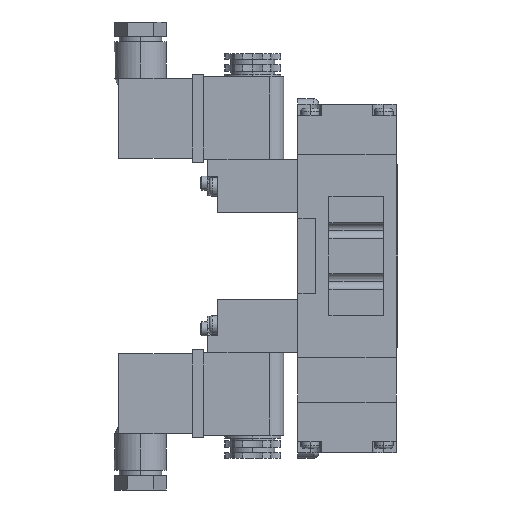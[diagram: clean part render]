
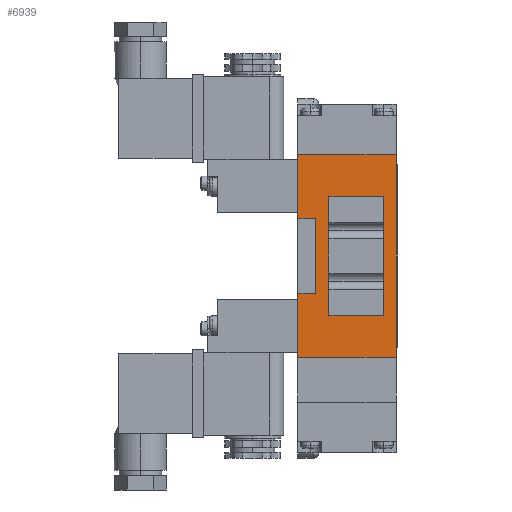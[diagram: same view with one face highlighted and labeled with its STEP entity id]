
A CAD part, left-side view. The second image highlights one B-rep face of the part: STEP entity #6939.
In plain terms, the highlighted planar face has unit normal (-1, 0, 0).
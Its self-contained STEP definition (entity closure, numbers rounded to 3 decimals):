
#1142 = CARTESIAN_POINT ( 'NONE',  ( -20., -17.85, -72. ) ) ;
#1155 = CARTESIAN_POINT ( 'NONE',  ( -20., 17.15, 0. ) ) ;
#1258 = CARTESIAN_POINT ( 'NONE',  ( -20., 10.75, -49.5 ) ) ;
#1412 = CARTESIAN_POINT ( 'NONE',  ( -20., 6.05, -15. ) ) ;
#1611 = CARTESIAN_POINT ( 'NONE',  ( -20., 6.05, -57. ) ) ;
#2470 = ORIENTED_EDGE ( 'NONE', *, *, #20888, .F. ) ;
#2471 = ORIENTED_EDGE ( 'NONE', *, *, #20887, .F. ) ;
#2492 = ORIENTED_EDGE ( 'NONE', *, *, #20880, .T. ) ;
#2494 = ORIENTED_EDGE ( 'NONE', *, *, #20881, .F. ) ;
#2496 = ORIENTED_EDGE ( 'NONE', *, *, #20882, .F. ) ;
#2498 = ORIENTED_EDGE ( 'NONE', *, *, #20884, .T. ) ;
#2499 = ORIENTED_EDGE ( 'NONE', *, *, #20883, .F. ) ;
#2501 = ORIENTED_EDGE ( 'NONE', *, *, #20886, .T. ) ;
#2503 = ORIENTED_EDGE ( 'NONE', *, *, #20885, .F. ) ;
#4026 = EDGE_LOOP ( 'NONE', ( #2492, #4715, #4714, #4713 ) ) ;
#4713 = ORIENTED_EDGE ( 'NONE', *, *, #20877, .T. ) ;
#4714 = ORIENTED_EDGE ( 'NONE', *, *, #20878, .T. ) ;
#4715 = ORIENTED_EDGE ( 'NONE', *, *, #20879, .T. ) ;
#5028 = FACE_OUTER_BOUND ( 'NONE', #15909, .T. ) ;
#5029 = FACE_BOUND ( 'NONE', #4026, .T. ) ;
#5610 = CARTESIAN_POINT ( 'NONE',  ( -20., -13.45, -15. ) ) ;
#5615 = CARTESIAN_POINT ( 'NONE',  ( -20., 17.15, -72. ) ) ;
#5690 = CARTESIAN_POINT ( 'NONE',  ( -20., -17.85, 0. ) ) ;
#5696 = CARTESIAN_POINT ( 'NONE',  ( -20., -13.45, -57. ) ) ;
#5752 = CARTESIAN_POINT ( 'NONE',  ( -20., 17.15, -22.5 ) ) ;
#5769 = CARTESIAN_POINT ( 'NONE',  ( -20., 17.15, -49.5 ) ) ;
#5848 = CARTESIAN_POINT ( 'NONE',  ( -20., 10.75, -22.5 ) ) ;
#6939 = ADVANCED_FACE ( 'NONE', ( #5028, #5029 ), #11132, .T. ) ;
#8308 = LINE ( 'NONE', #17198, #8310 ) ;
#8310 = VECTOR ( 'NONE', #17199, 1000. ) ;
#8311 = LINE ( 'NONE', #17200, #8312 ) ;
#8312 = VECTOR ( 'NONE', #17201, 1000. ) ;
#8313 = LINE ( 'NONE', #17202, #8314 ) ;
#8314 = VECTOR ( 'NONE', #17203, 1000. ) ;
#8315 = LINE ( 'NONE', #17204, #8316 ) ;
#8316 = VECTOR ( 'NONE', #17205, 1000. ) ;
#8317 = LINE ( 'NONE', #17206, #8318 ) ;
#8318 = VECTOR ( 'NONE', #17207, 1000. ) ;
#8319 = LINE ( 'NONE', #17208, #8320 ) ;
#8320 = VECTOR ( 'NONE', #17209, 1000. ) ;
#8321 = LINE ( 'NONE', #17210, #8322 ) ;
#8322 = VECTOR ( 'NONE', #17211, 1000. ) ;
#8323 = LINE ( 'NONE', #17212, #8324 ) ;
#8324 = VECTOR ( 'NONE', #17213, 1000. ) ;
#8325 = LINE ( 'NONE', #17214, #8326 ) ;
#8326 = VECTOR ( 'NONE', #17215, 1000. ) ;
#8327 = LINE ( 'NONE', #17216, #8328 ) ;
#8328 = VECTOR ( 'NONE', #17217, 1000. ) ;
#8329 = LINE ( 'NONE', #17218, #8330 ) ;
#8330 = VECTOR ( 'NONE', #17219, 1000. ) ;
#8331 = LINE ( 'NONE', #17220, #8332 ) ;
#8332 = VECTOR ( 'NONE', #17221, 1000. ) ;
#11128 = DIRECTION ( 'NONE',  ( 0., 0., 1. ) ) ;
#11129 = DIRECTION ( 'NONE',  ( -1., 0., 0. ) ) ;
#11130 = CARTESIAN_POINT ( 'NONE',  ( -20., 17.15, -72. ) ) ;
#11132 = PLANE ( 'NONE',  #15428 ) ;
#15428 = AXIS2_PLACEMENT_3D ( 'NONE', #11130, #11129, #11128 ) ;
#15909 = EDGE_LOOP ( 'NONE', ( #2470, #2471, #2501, #2503, #2498, #2499, #2496, #2494 ) ) ;
#17198 = CARTESIAN_POINT ( 'NONE',  ( -20., -13.45, -57. ) ) ;
#17199 = DIRECTION ( 'NONE',  ( 0., 1., 0. ) ) ;
#17200 = CARTESIAN_POINT ( 'NONE',  ( -20., -13.45, -57. ) ) ;
#17201 = DIRECTION ( 'NONE',  ( 0., 0., -1. ) ) ;
#17202 = CARTESIAN_POINT ( 'NONE',  ( -20., -13.45, -15. ) ) ;
#17203 = DIRECTION ( 'NONE',  ( 0., -1., 0. ) ) ;
#17204 = CARTESIAN_POINT ( 'NONE',  ( -20., 6.05, -57. ) ) ;
#17205 = DIRECTION ( 'NONE',  ( 0., 0., 1. ) ) ;
#17206 = CARTESIAN_POINT ( 'NONE',  ( -20., 17.15, -72. ) ) ;
#17207 = DIRECTION ( 'NONE',  ( 0., 0., 1. ) ) ;
#17208 = CARTESIAN_POINT ( 'NONE',  ( -20., 17.15, 0. ) ) ;
#17209 = DIRECTION ( 'NONE',  ( 0., -1., 0. ) ) ;
#17210 = CARTESIAN_POINT ( 'NONE',  ( -20., -17.85, -72. ) ) ;
#17211 = DIRECTION ( 'NONE',  ( 0., 0., -1. ) ) ;
#17212 = CARTESIAN_POINT ( 'NONE',  ( -20., 17.15, -72. ) ) ;
#17213 = DIRECTION ( 'NONE',  ( 0., -1., 0. ) ) ;
#17214 = CARTESIAN_POINT ( 'NONE',  ( -20., 17.15, -72. ) ) ;
#17215 = DIRECTION ( 'NONE',  ( 0., 0., 1. ) ) ;
#17216 = CARTESIAN_POINT ( 'NONE',  ( -20., 10.75, -49.5 ) ) ;
#17217 = DIRECTION ( 'NONE',  ( 0., 1., 0. ) ) ;
#17218 = CARTESIAN_POINT ( 'NONE',  ( -20., 10.75, -49.5 ) ) ;
#17219 = DIRECTION ( 'NONE',  ( 0., 0., 1. ) ) ;
#17220 = CARTESIAN_POINT ( 'NONE',  ( -20., 10.75, -22.5 ) ) ;
#17221 = DIRECTION ( 'NONE',  ( 0., 1., 0. ) ) ;
#19320 = VERTEX_POINT ( 'NONE', #1142 ) ;
#19327 = VERTEX_POINT ( 'NONE', #1155 ) ;
#19383 = VERTEX_POINT ( 'NONE', #1258 ) ;
#19467 = VERTEX_POINT ( 'NONE', #1412 ) ;
#19576 = VERTEX_POINT ( 'NONE', #1611 ) ;
#19702 = VERTEX_POINT ( 'NONE', #5610 ) ;
#19707 = VERTEX_POINT ( 'NONE', #5615 ) ;
#19782 = VERTEX_POINT ( 'NONE', #5690 ) ;
#19788 = VERTEX_POINT ( 'NONE', #5696 ) ;
#19844 = VERTEX_POINT ( 'NONE', #5752 ) ;
#19861 = VERTEX_POINT ( 'NONE', #5769 ) ;
#19940 = VERTEX_POINT ( 'NONE', #5848 ) ;
#20877 = EDGE_CURVE ( 'NONE', #19788, #19576, #8308, .T. ) ;
#20878 = EDGE_CURVE ( 'NONE', #19702, #19788, #8311, .T. ) ;
#20879 = EDGE_CURVE ( 'NONE', #19467, #19702, #8313, .T. ) ;
#20880 = EDGE_CURVE ( 'NONE', #19576, #19467, #8315, .T. ) ;
#20881 = EDGE_CURVE ( 'NONE', #19844, #19327, #8317, .T. ) ;
#20882 = EDGE_CURVE ( 'NONE', #19327, #19782, #8319, .T. ) ;
#20883 = EDGE_CURVE ( 'NONE', #19782, #19320, #8321, .T. ) ;
#20884 = EDGE_CURVE ( 'NONE', #19707, #19320, #8323, .T. ) ;
#20885 = EDGE_CURVE ( 'NONE', #19707, #19861, #8325, .T. ) ;
#20886 = EDGE_CURVE ( 'NONE', #19383, #19861, #8327, .T. ) ;
#20887 = EDGE_CURVE ( 'NONE', #19383, #19940, #8329, .T. ) ;
#20888 = EDGE_CURVE ( 'NONE', #19940, #19844, #8331, .T. ) ;
